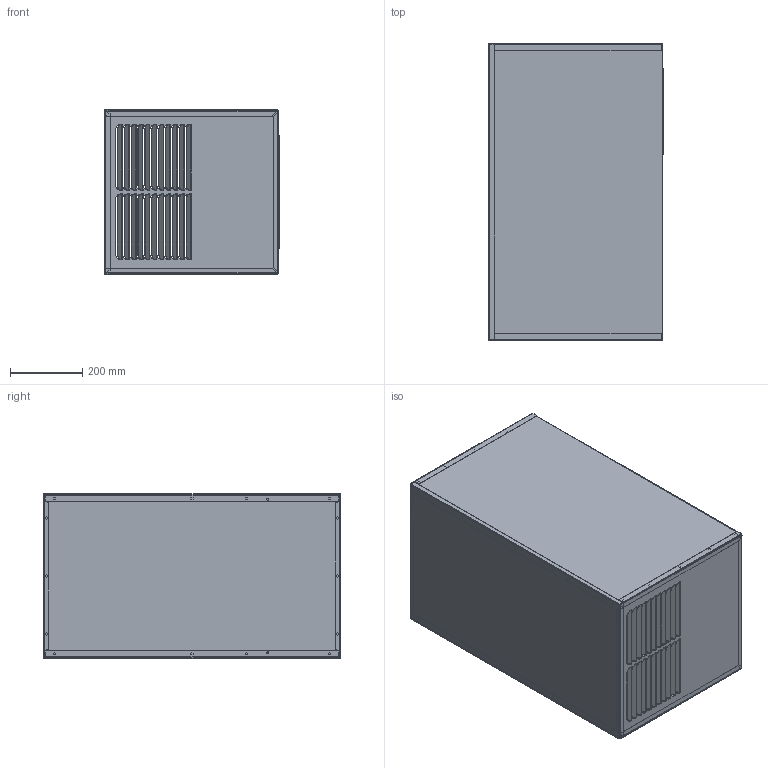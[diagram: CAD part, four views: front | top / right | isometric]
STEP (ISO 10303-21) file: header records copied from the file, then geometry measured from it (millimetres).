
FILE_DESCRIPTION(('STEP AP203'), '1');
FILE_NAME('T4000', '', ('UNSPECIFIED'), ('UNSPECIFIED'), 'C3D Converter', 'C3D Toolkit', '');
FILE_SCHEMA(('CONFIG_CONTROL_DESIGN'));
Length unit declared in the file: millimetre
Products named in the file (7): T4000; Крышка нижняя; Стенка боковая 02; Стенка боковая 01; Контроллер; Крышка верхняя
Assembly tree (6 placements, depth 2):
  T4000
    Крышка нижняя
    Стенка боковая 02
    Стенка боковая 02
    Стенка боковая 01
    Контроллер
    Крышка верхняя
Bounding box: 482.12 x 819.76 x 456.99 mm (x, y, z)
Volume: 2086819.4 mm3; surface area: 4205905 mm2
Topology: 6 solids, 6 shells, 1719 faces, 4645 edges, 2862 vertices
Faces by surface type: plane 695, cylinder 680, bspline 344
Full cylindrical faces by diameter (mm): 3 x2, 3.5 x5, 4.3 x25, 4.5 x6, 5 x2, 5.5 x6
Entity records: 75468 total; most frequent: CARTESIAN_POINT 20249, ORIENTED_EDGE 9198, DIRECTION 7432, EDGE_CURVE 4599, VERTEX_POINT 2862, AXIS2_PLACEMENT_3D 2494, LINE 2444, VECTOR 2444
